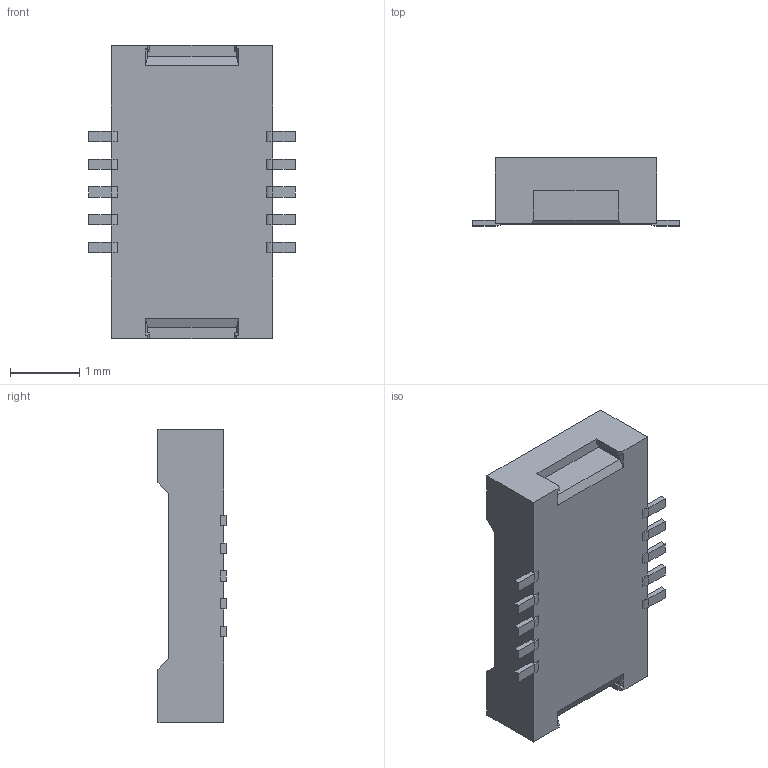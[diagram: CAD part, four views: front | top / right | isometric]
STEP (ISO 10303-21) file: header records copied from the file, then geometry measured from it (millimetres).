
FILE_DESCRIPTION(('CoCreate Modeling STEP Export'),'2;1');
FILE_NAME('DF37C-10DS.stp','2008-11-26T11:53:15',(''),(''),'CoCreate Modeling STEP processor for AP214 (Solid Model)','CoCreate Modeling 16.00A 16-Aug-2008 (C) Parametric Technology GmbH','');
FILE_SCHEMA(('AUTOMOTIVE_DESIGN { 1 0 10303 214 1 1 1 1 }'));
Length unit declared in the file: millimetre
Products named in the file (2): DF37-10DS
Assembly tree (1 placements, depth 2):
  DF37-10DS
    DF37-10DS
Bounding box: 2.98 x 0.98 x 4.22 mm (x, y, z)
Volume: 6.3 mm3; surface area: 42.3 mm2
Topology: 1 solids, 1 shells, 602 faces, 1594 edges, 1004 vertices
Faces by surface type: plane 442, cylinder 100, cone 40, torus 20
Entity records: 19157 total; most frequent: CARTESIAN_POINT 5044, ORIENTED_EDGE 3188, DIRECTION 2558, EDGE_CURVE 1594, VECTOR 1122, LINE 1102, VERTEX_POINT 1004, AXIS2_PLACEMENT_3D 718
